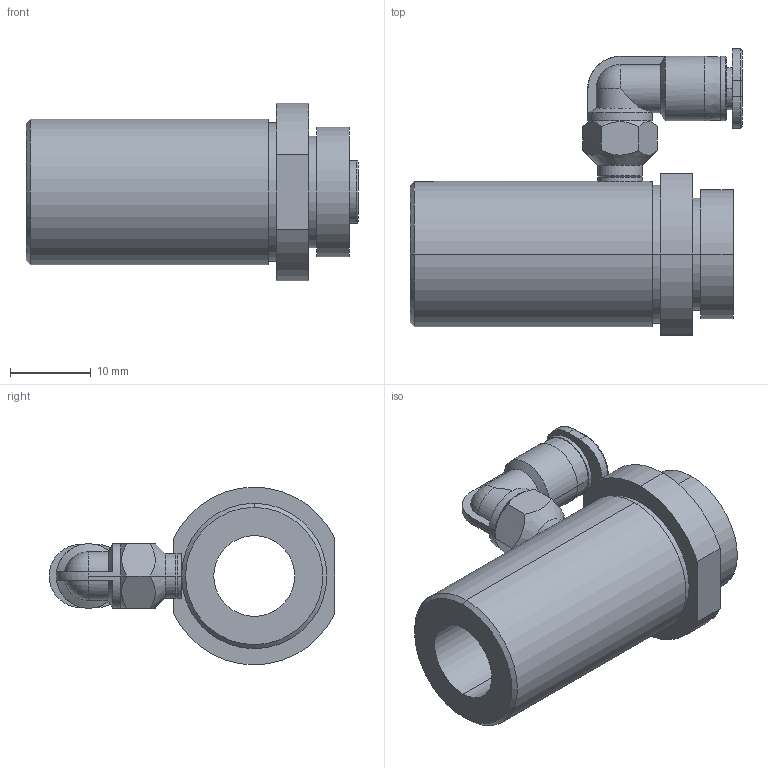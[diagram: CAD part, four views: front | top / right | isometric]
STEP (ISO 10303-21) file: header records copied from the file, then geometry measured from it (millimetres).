
FILE_DESCRIPTION(/* description */ ('VariCAD 2015-1.09 AP-214'),/* implementation_level */ '2;1');
FILE_NAME(/* name */ 'TMPX-A1.stp',/* time_stamp */ '2015-05-22T17:34:12+09:00',/* author */ (''),/* organization */ (''),/* preprocessor_version */ 'ST-DEVELOPER v14',/* originating_system */ 'VariCAD 2015-1.09; kernel version (20130303)',/* authorisation */ '');
FILE_SCHEMA (('AUTOMOTIVE_DESIGN'));
Length unit declared in the file: millimetre
Products named in the file (2): TMPX-A1
Assembly tree (1 placements, depth 2):
  TMPX-A1
    TMPX-A1
Bounding box: 41.1 x 35.4 x 22 mm (x, y, z)
Volume: 7835.3 mm3; surface area: 5238.9 mm2
Topology: 1 solids, 1 shells, 88 faces, 196 edges, 121 vertices
Faces by surface type: cylinder 40, plane 27, cone 16, sphere 3, torus 2
Entity records: 3042 total; most frequent: CARTESIAN_POINT 571, DIRECTION 454, ORIENTED_EDGE 388, EDGE_CURVE 194, AXIS2_PLACEMENT_3D 190, VERTEX_POINT 121, EDGE_LOOP 103, CIRCLE 98
